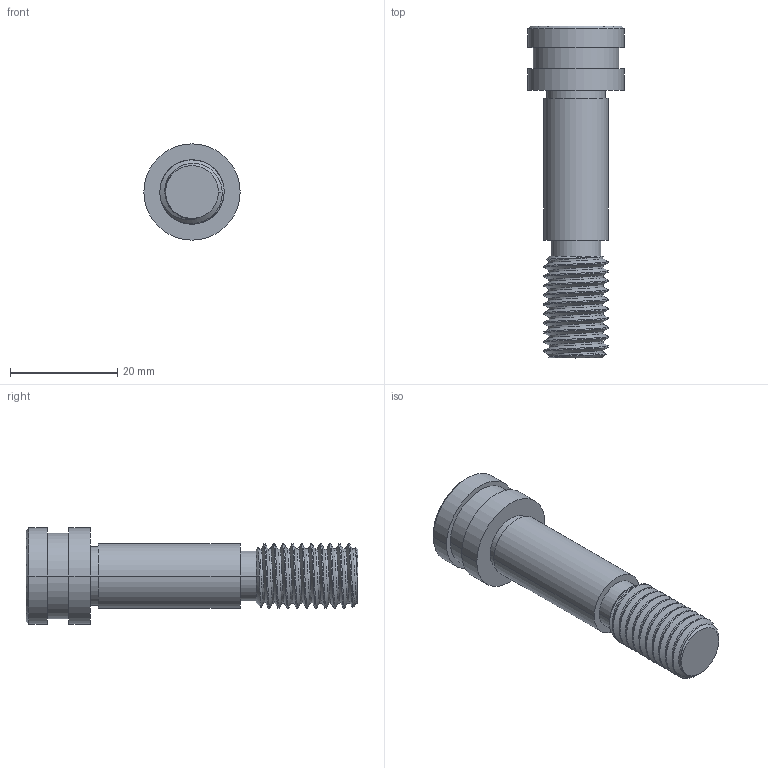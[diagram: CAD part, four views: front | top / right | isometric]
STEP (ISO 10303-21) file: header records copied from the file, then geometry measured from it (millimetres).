
FILE_DESCRIPTION (( 'STEP AP203' ), '1' );
FILE_NAME ('15.250.505.STEP', '2020-08-17T14:20:21', ( '' ), ( '' ), 'SwSTEP 2.0', 'SolidWorks 2020', '' );
FILE_SCHEMA (( 'CONFIG_CONTROL_DESIGN' ));
Length unit declared in the file: millimetre
Products named in the file (1): 15.250.505
Bounding box: 18 x 62 x 18 mm (x, y, z)
Volume: 7344 mm3; surface area: 3736 mm2
Topology: 1 solids, 1 shells, 58 faces, 144 edges, 95 vertices
Faces by surface type: cylinder 33, plane 15, cone 7, bspline 3
Entity records: 6658 total; most frequent: CARTESIAN_POINT 5304, ORIENTED_EDGE 288, DIRECTION 235, EDGE_CURVE 144, VERTEX_POINT 95, AXIS2_PLACEMENT_3D 89, EDGE_LOOP 65, FACE_OUTER_BOUND 58
